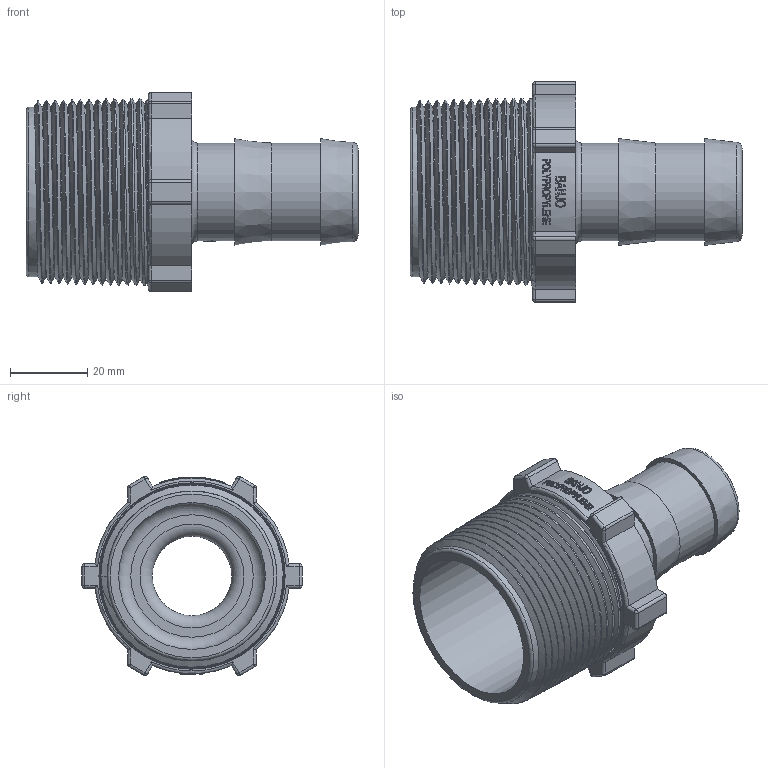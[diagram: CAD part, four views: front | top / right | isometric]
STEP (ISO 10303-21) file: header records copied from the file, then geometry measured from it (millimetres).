
FILE_DESCRIPTION(/* description */ ('1 1/2" NPT THREAD X 1" HOSE BARB'),/* implementation_level */ '2;1');
FILE_NAME(/* name */ 'HB150-100.stp',/* time_stamp */ '2013-12-17T10:28:53-05:00',/* author */ ('DCerny'),/* organization */ (''),/* preprocessor_version */ 'ST-DEVELOPER v15.2',/* originating_system */ 'Autodesk Inventor 2014',/* authorisation */ '');
FILE_SCHEMA (('AUTOMOTIVE_DESIGN { 1 0 10303 214 3 1 1 }'));
Length unit declared in the file: inch
Products named in the file (1): HB150-100
Bounding box: 86.11 x 57.15 x 51.69 mm (x, y, z)
Volume: 41101.6 mm3; surface area: 24453.4 mm2
Topology: 1 solids, 1 shells, 442 faces, 1136 edges, 738 vertices
Faces by surface type: plane 212, bspline 105, cylinder 84, cone 18, sphere 12, torus 11
Full cylindrical faces by diameter (mm): 20.574 x1, 25.4 x2, 38.1 x1, 48.26 x5
Entity records: 17666 total; most frequent: CARTESIAN_POINT 7885, ORIENTED_EDGE 2138, DIRECTION 1805, EDGE_CURVE 1069, VERTEX_POINT 702, AXIS2_PLACEMENT_3D 644, LINE 517, VECTOR 517
